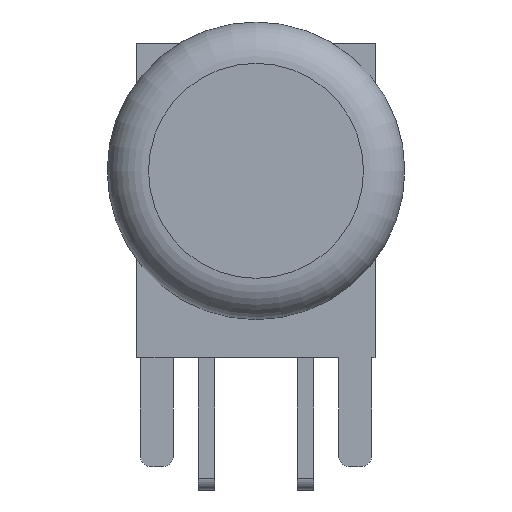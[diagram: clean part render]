
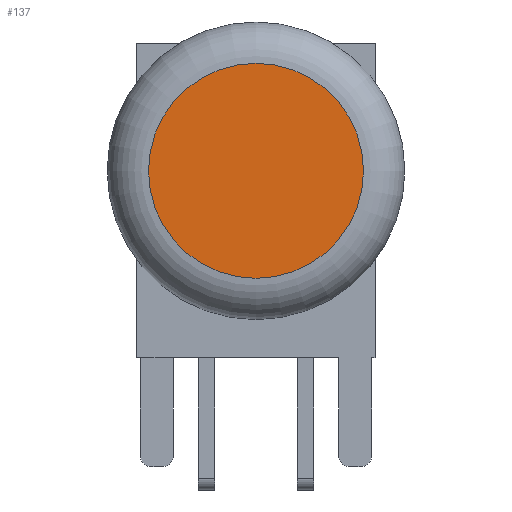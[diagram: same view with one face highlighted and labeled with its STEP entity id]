
A CAD part, left-side view. The second image highlights one B-rep face of the part: STEP entity #137.
In plain terms, the highlighted planar face has unit normal (-1, 0, 0).
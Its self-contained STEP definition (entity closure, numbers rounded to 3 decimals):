
#63 = EDGE_CURVE('',#64,#66,#68,.T.);
#64 = VERTEX_POINT('',#65);
#65 = CARTESIAN_POINT('',(-23.,0.,8.9));
#66 = VERTEX_POINT('',#67);
#67 = CARTESIAN_POINT('',(-23.,0.,2.4));
#68 = CIRCLE('',#69,3.25);
#69 = AXIS2_PLACEMENT_3D('',#70,#71,#72);
#70 = CARTESIAN_POINT('',(-23.,0.,5.65));
#71 = DIRECTION('',(1.,-0.,0.));
#72 = DIRECTION('',(0.,0.,-1.));
#100 = EDGE_CURVE('',#66,#64,#101,.T.);
#101 = CIRCLE('',#102,3.25);
#102 = AXIS2_PLACEMENT_3D('',#103,#104,#105);
#103 = CARTESIAN_POINT('',(-23.,0.,5.65));
#104 = DIRECTION('',(1.,-0.,0.));
#105 = DIRECTION('',(0.,0.,-1.));
#137 = ADVANCED_FACE('',(#138),#142,.T.);
#138 = FACE_BOUND('',#139,.T.);
#139 = EDGE_LOOP('',(#140,#141));
#140 = ORIENTED_EDGE('',*,*,#63,.F.);
#141 = ORIENTED_EDGE('',*,*,#100,.F.);
#142 = PLANE('',#143);
#143 = AXIS2_PLACEMENT_3D('',#144,#145,#146);
#144 = CARTESIAN_POINT('',(-23.,0.,5.65));
#145 = DIRECTION('',(-1.,0.,0.));
#146 = DIRECTION('',(0.,0.,-1.));
